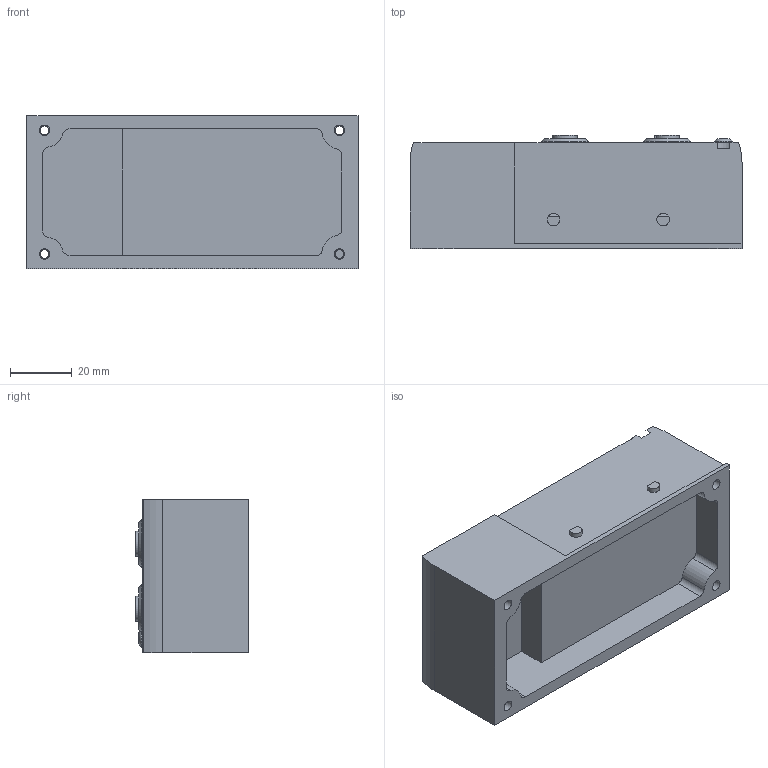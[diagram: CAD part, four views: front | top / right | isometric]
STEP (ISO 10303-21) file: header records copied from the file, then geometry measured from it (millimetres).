
FILE_DESCRIPTION(/* description */ ('STEP AP214'),/* implementation_level */ '2;1');
FILE_NAME(/* name */ '565705_CPX-P-AB-4XM12-4POL-8DE-N-IS',/* time_stamp */ '2024-08-07T20:56:41+02:00',/* author */ ('License CC BY-ND 4.0'),/* organization */ ('CADENAS'),/* preprocessor_version */ 'ST-DEVELOPER v19.3',/* originating_system */ 'PARTsolutions',/* authorisation */ ' ');
FILE_SCHEMA (('AUTOMOTIVE_DESIGN {1 0 10303 214 3 1 1}'));
Length unit declared in the file: millimetre
Products named in the file (1): 565705 CPX-P-AB-4XM12-4POL-8DE-N-IS---(0)
Bounding box: 107.3 x 36.5 x 49.55 mm (x, y, z)
Volume: 127132.6 mm3; surface area: 30413 mm2
Topology: 1 solids, 1 shells, 311 faces, 741 edges, 483 vertices
Faces by surface type: plane 154, cylinder 135, cone 16, torus 6
Full cylindrical faces by diameter (mm): 1.5 x16, 2.8 x4, 3.4 x8, 3.8 x1, 4 x2, 6 x1, 7.9 x2, 10.917 x4, 11.92 x4, 12.5 x4, 15.4 x4
Entity records: 10902 total; most frequent: DIRECTION 1602, CARTESIAN_POINT 1461, ORIENTED_EDGE 1336, EDGE_CURVE 668, AXIS2_PLACEMENT_3D 622, VERTEX_POINT 481, FACE_BOUND 439, EDGE_LOOP 438
